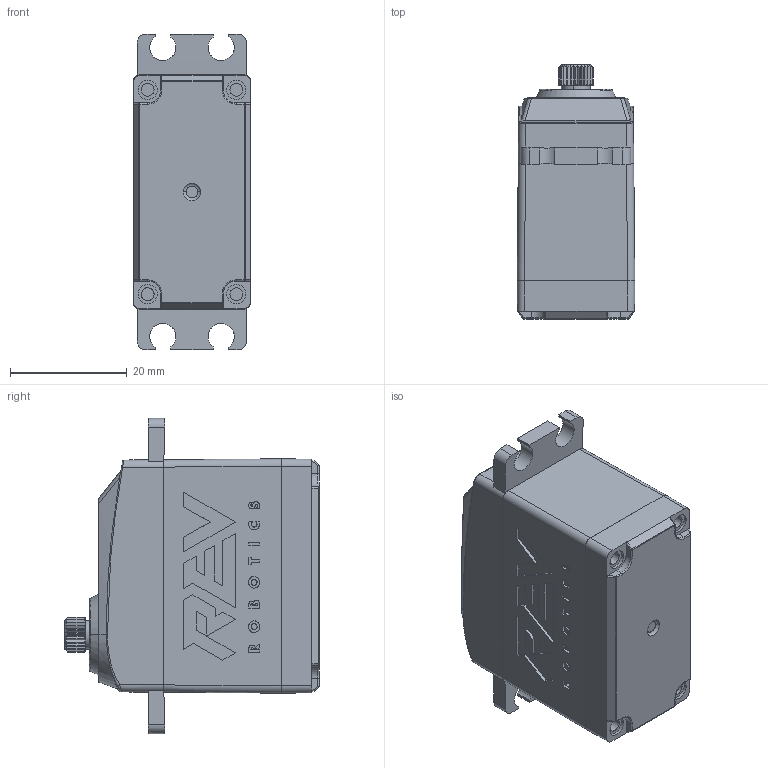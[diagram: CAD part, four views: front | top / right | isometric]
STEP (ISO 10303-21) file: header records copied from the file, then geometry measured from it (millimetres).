
FILE_DESCRIPTION (( 'STEP AP214' ), '1' );
FILE_NAME ('REV-41-3334_RevB_UNLINKED.STEP', '2025-07-09T22:03:04', ( '' ), ( '' ), 'SwSTEP 2.0', 'SolidWorks 2022', '' );
FILE_SCHEMA (( 'AUTOMOTIVE_DESIGN' ));
Length unit declared in the file: millimetre
Products named in the file (1): REV-41-3334_RevB_UNLINKED
Bounding box: 20.15 x 43.55 x 54 mm (x, y, z)
Volume: 25755.8 mm3; surface area: 10931.8 mm2
Topology: 1 solids, 4 shells, 922 faces, 2493 edges, 1639 vertices
Faces by surface type: plane 478, cylinder 200, bspline 174, torus 39, cone 17, sphere 14
Entity records: 48774 total; most frequent: CARTESIAN_POINT 18759, ORIENTED_EDGE 4984, DIRECTION 3562, EDGE_CURVE 2492, VERTEX_POINT 1639, LINE 1436, VECTOR 1436, AXIS2_PLACEMENT_3D 1063
